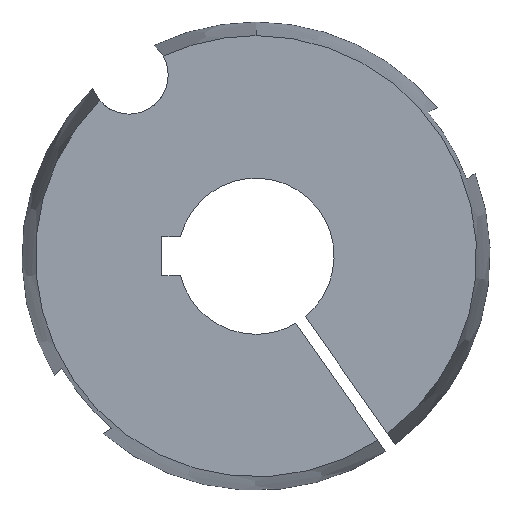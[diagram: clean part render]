
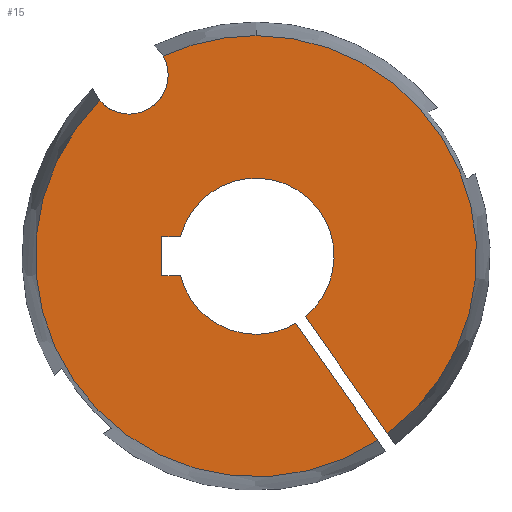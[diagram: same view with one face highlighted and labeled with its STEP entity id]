
A CAD part, left-side view. The second image highlights one B-rep face of the part: STEP entity #15.
In plain terms, the highlighted planar face has unit normal (-1, 0, 0).
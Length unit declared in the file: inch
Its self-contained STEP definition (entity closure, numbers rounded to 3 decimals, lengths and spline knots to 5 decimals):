
#7 = DIRECTION ( 'NONE',  ( 0., 0., -1. ) ) ;
#15 = ADVANCED_FACE ( 'NONE', ( #632 ), #633, .T. ) ;
#34 = CARTESIAN_POINT ( 'NONE',  ( -1., -0.19145, -0.32245 ) ) ;
#36 = VERTEX_POINT ( 'NONE', #512 ) ;
#45 = CARTESIAN_POINT ( 'NONE',  ( -1., 0.36308, -0.0938 ) ) ;
#49 = CARTESIAN_POINT ( 'NONE',  ( -1., 0.45287, 0.09375 ) ) ;
#53 = CARTESIAN_POINT ( 'NONE',  ( -1., 0.45287, 0.09375 ) ) ;
#55 = ORIENTED_EDGE ( 'NONE', *, *, #393, .T. ) ;
#84 = DIRECTION ( 'NONE',  ( 1., 0., 0. ) ) ;
#97 = CARTESIAN_POINT ( 'NONE',  ( -1., 0.45287, -0.0938 ) ) ;
#112 = VECTOR ( 'NONE', #115, 39.37008 ) ;
#114 = CIRCLE ( 'NONE', #262, 0.1875 ) ;
#115 = DIRECTION ( 'NONE',  ( 0., 1., 0. ) ) ;
#116 = DIRECTION ( 'NONE',  ( 0., -0.574, -0.819 ) ) ;
#122 = ORIENTED_EDGE ( 'NONE', *, *, #195, .T. ) ;
#137 = ORIENTED_EDGE ( 'NONE', *, *, #826, .T. ) ;
#140 = VECTOR ( 'NONE', #142, 39.37008 ) ;
#142 = DIRECTION ( 'NONE',  ( 0., 0.574, 0.819 ) ) ;
#144 = CARTESIAN_POINT ( 'NONE',  ( -1., 0., 0. ) ) ;
#147 = ORIENTED_EDGE ( 'NONE', *, *, #743, .T. ) ;
#168 = VERTEX_POINT ( 'NONE', #97 ) ;
#178 = EDGE_CURVE ( 'NONE', #210, #507, #408, .T. ) ;
#195 = EDGE_CURVE ( 'NONE', #784, #243, #293, .T. ) ;
#198 = CARTESIAN_POINT ( 'NONE',  ( -1., 0.60942, 0.87035 ) ) ;
#203 = LINE ( 'NONE', #207, #140 ) ;
#206 = ORIENTED_EDGE ( 'NONE', *, *, #623, .T. ) ;
#207 = CARTESIAN_POINT ( 'NONE',  ( -1., -0.62203, -0.93739 ) ) ;
#210 = VERTEX_POINT ( 'NONE', #34 ) ;
#213 = DIRECTION ( 'NONE',  ( 0., 0., 1. ) ) ;
#237 = EDGE_CURVE ( 'NONE', #555, #400, #460, .T. ) ;
#240 = ORIENTED_EDGE ( 'NONE', *, *, #259, .T. ) ;
#243 = VERTEX_POINT ( 'NONE', #351 ) ;
#253 = AXIS2_PLACEMENT_3D ( 'NONE', #810, #397, #7 ) ;
#257 = DIRECTION ( 'NONE',  ( 0., 0., -1. ) ) ;
#259 = EDGE_CURVE ( 'NONE', #426, #785, #444, .T. ) ;
#262 = AXIS2_PLACEMENT_3D ( 'NONE', #287, #767, #354 ) ;
#264 = CARTESIAN_POINT ( 'NONE',  ( -1., 0.75128, 0.74774 ) ) ;
#268 = AXIS2_PLACEMENT_3D ( 'NONE', #722, #296, #775 ) ;
#279 = AXIS2_PLACEMENT_3D ( 'NONE', #144, #619, #213 ) ;
#287 = CARTESIAN_POINT ( 'NONE',  ( -1., 0.60942, 0.87035 ) ) ;
#293 = LINE ( 'NONE', #607, #309 ) ;
#296 = DIRECTION ( 'NONE',  ( 1., 0., 0. ) ) ;
#302 = EDGE_CURVE ( 'NONE', #784, #168, #638, .T. ) ;
#308 = CIRCLE ( 'NONE', #568, 1.05997 ) ;
#309 = VECTOR ( 'NONE', #805, 39.37008 ) ;
#345 = CARTESIAN_POINT ( 'NONE',  ( -1., 0., 0. ) ) ;
#351 = CARTESIAN_POINT ( 'NONE',  ( -1., 0.36309, 0.09375 ) ) ;
#354 = DIRECTION ( 'NONE',  ( 0., 0., -1. ) ) ;
#378 = CARTESIAN_POINT ( 'NONE',  ( -1., 0., 0. ) ) ;
#393 = EDGE_CURVE ( 'NONE', #507, #735, #759, .T. ) ;
#396 = LINE ( 'NONE', #862, #856 ) ;
#397 = DIRECTION ( 'NONE',  ( 1., 0., 0. ) ) ;
#399 = CARTESIAN_POINT ( 'NONE',  ( -1., -0.23752, -0.29019 ) ) ;
#400 = VERTEX_POINT ( 'NONE', #264 ) ;
#408 = CIRCLE ( 'NONE', #268, 0.375 ) ;
#412 = ORIENTED_EDGE ( 'NONE', *, *, #441, .T. ) ;
#414 = CARTESIAN_POINT ( 'NONE',  ( -1., 0., 0. ) ) ;
#415 = DIRECTION ( 'NONE',  ( 0., 0., 1. ) ) ;
#426 = VERTEX_POINT ( 'NONE', #614 ) ;
#441 = EDGE_CURVE ( 'NONE', #243, #567, #789, .T. ) ;
#444 = CIRCLE ( 'NONE', #860, 1.05997 ) ;
#450 = DIRECTION ( 'NONE',  ( 0., 0., 1. ) ) ;
#451 = CIRCLE ( 'NONE', #279, 1.05997 ) ;
#460 = CIRCLE ( 'NONE', #776, 0.1875 ) ;
#463 = CARTESIAN_POINT ( 'NONE',  ( -1., 0., 1.05997 ) ) ;
#500 = CARTESIAN_POINT ( 'NONE',  ( -1., 0., 0. ) ) ;
#506 = CARTESIAN_POINT ( 'NONE',  ( -1., 0.44569, 0.96171 ) ) ;
#507 = VERTEX_POINT ( 'NONE', #587 ) ;
#512 = CARTESIAN_POINT ( 'NONE',  ( -1., -0.58472, -0.8841 ) ) ;
#518 = ORIENTED_EDGE ( 'NONE', *, *, #178, .T. ) ;
#529 = CARTESIAN_POINT ( 'NONE',  ( -1., 0.42162, -0.0938 ) ) ;
#555 = VERTEX_POINT ( 'NONE', #661 ) ;
#566 = ORIENTED_EDGE ( 'NONE', *, *, #577, .T. ) ;
#567 = VERTEX_POINT ( 'NONE', #399 ) ;
#568 = AXIS2_PLACEMENT_3D ( 'NONE', #414, #782, #608 ) ;
#574 = DIRECTION ( 'NONE',  ( 0., 0., -1. ) ) ;
#577 = EDGE_CURVE ( 'NONE', #785, #823, #451, .T. ) ;
#585 = ORIENTED_EDGE ( 'NONE', *, *, #302, .F. ) ;
#587 = CARTESIAN_POINT ( 'NONE',  ( -1., 0., -0.375 ) ) ;
#595 = ORIENTED_EDGE ( 'NONE', *, *, #237, .T. ) ;
#601 = VECTOR ( 'NONE', #694, 39.37008 ) ;
#607 = CARTESIAN_POINT ( 'NONE',  ( -1., 0.42162, 0.09375 ) ) ;
#608 = DIRECTION ( 'NONE',  ( 0., 0., 1. ) ) ;
#614 = CARTESIAN_POINT ( 'NONE',  ( -1., -0.6308, -0.85184 ) ) ;
#619 = DIRECTION ( 'NONE',  ( -1., 0., 0. ) ) ;
#620 = LINE ( 'NONE', #529, #112 ) ;
#623 = EDGE_CURVE ( 'NONE', #400, #36, #308, .T. ) ;
#632 = FACE_OUTER_BOUND ( 'NONE', #674, .T. ) ;
#633 = PLANE ( 'NONE',  #837 ) ;
#638 = LINE ( 'NONE', #49, #601 ) ;
#661 = CARTESIAN_POINT ( 'NONE',  ( -1., 0.60942, 0.68285 ) ) ;
#674 = EDGE_LOOP ( 'NONE', ( #137, #595, #206, #864, #518, #55, #147, #585, #122, #412, #677, #240, #566 ) ) ;
#677 = ORIENTED_EDGE ( 'NONE', *, *, #791, .T. ) ;
#678 = DIRECTION ( 'NONE',  ( 1., 0., 0. ) ) ;
#694 = DIRECTION ( 'NONE',  ( 0., 0., -1. ) ) ;
#721 = EDGE_CURVE ( 'NONE', #36, #210, #203, .T. ) ;
#722 = CARTESIAN_POINT ( 'NONE',  ( -1., 0., 0. ) ) ;
#735 = VERTEX_POINT ( 'NONE', #45 ) ;
#743 = EDGE_CURVE ( 'NONE', #735, #168, #620, .T. ) ;
#759 = CIRCLE ( 'NONE', #253, 0.375 ) ;
#767 = DIRECTION ( 'NONE',  ( 1., 0., 0. ) ) ;
#775 = DIRECTION ( 'NONE',  ( 0., 0., -1. ) ) ;
#776 = AXIS2_PLACEMENT_3D ( 'NONE', #198, #678, #257 ) ;
#782 = DIRECTION ( 'NONE',  ( -1., 0., 0. ) ) ;
#784 = VERTEX_POINT ( 'NONE', #53 ) ;
#785 = VERTEX_POINT ( 'NONE', #463 ) ;
#789 = CIRCLE ( 'NONE', #845, 0.375 ) ;
#791 = EDGE_CURVE ( 'NONE', #567, #426, #396, .T. ) ;
#805 = DIRECTION ( 'NONE',  ( 0., -1., 0. ) ) ;
#810 = CARTESIAN_POINT ( 'NONE',  ( -1., 0., 0. ) ) ;
#823 = VERTEX_POINT ( 'NONE', #506 ) ;
#826 = EDGE_CURVE ( 'NONE', #823, #555, #114, .T. ) ;
#827 = DIRECTION ( 'NONE',  ( -1., 0., 0. ) ) ;
#837 = AXIS2_PLACEMENT_3D ( 'NONE', #345, #827, #415 ) ;
#845 = AXIS2_PLACEMENT_3D ( 'NONE', #500, #84, #574 ) ;
#855 = DIRECTION ( 'NONE',  ( -1., 0., 0. ) ) ;
#856 = VECTOR ( 'NONE', #116, 39.37008 ) ;
#860 = AXIS2_PLACEMENT_3D ( 'NONE', #378, #855, #450 ) ;
#862 = CARTESIAN_POINT ( 'NONE',  ( -1., 0.03131, 0.09375 ) ) ;
#864 = ORIENTED_EDGE ( 'NONE', *, *, #721, .T. ) ;
